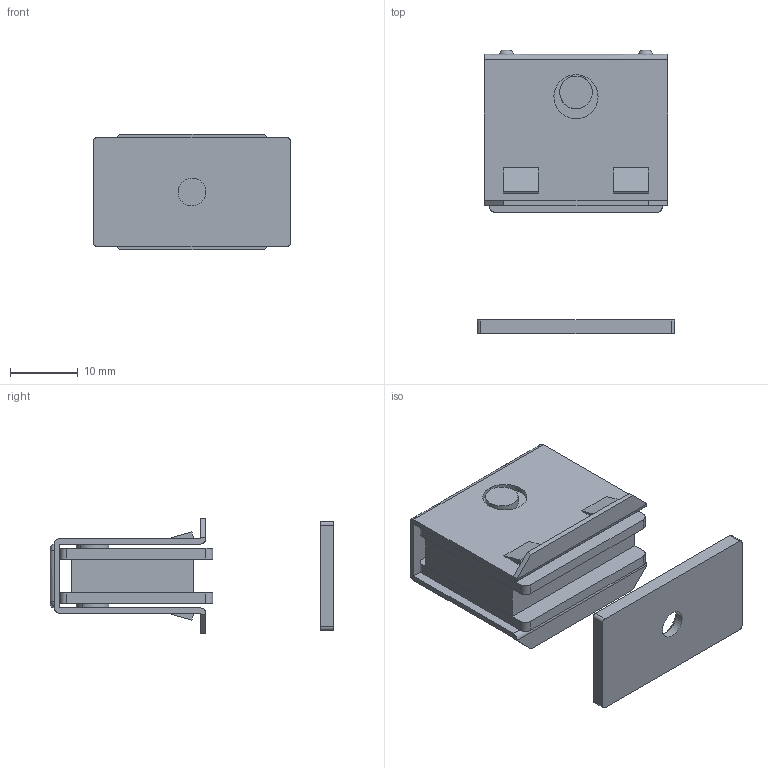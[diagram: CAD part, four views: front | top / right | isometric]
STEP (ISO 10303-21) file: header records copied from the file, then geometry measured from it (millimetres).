
FILE_DESCRIPTION((''),'2;1');
FILE_NAME('','2005-07-15T15:00:56',(''),(''),'','CADfix','');
FILE_SCHEMA(('AUTOMOTIVE_DESIGN'));
Length unit declared in the file: millimetre
Products named in the file (5): attachment; magnet; keeper; housing; TL_185_23598_36
Assembly tree (5 placements, depth 2):
  TL_185_23598_36
    attachment  x2
    magnet
    keeper
    housing
Bounding box: 29 x 41.7 x 17 mm (x, y, z)
Volume: 6241.3 mm3; surface area: 8484.4 mm2
Topology: 5 solids, 5 shells, 142 faces, 421 edges, 291 vertices
Faces by surface type: bspline 142
Entity records: 4200 total; most frequent: CARTESIAN_POINT 2030, ORIENTED_EDGE 714, EDGE_CURVE 357, VERTEX_POINT 243, QUASI_UNIFORM_CURVE 232, EDGE_LOOP 140, FACE_OUTER_BOUND 120, ADVANCED_FACE 120
